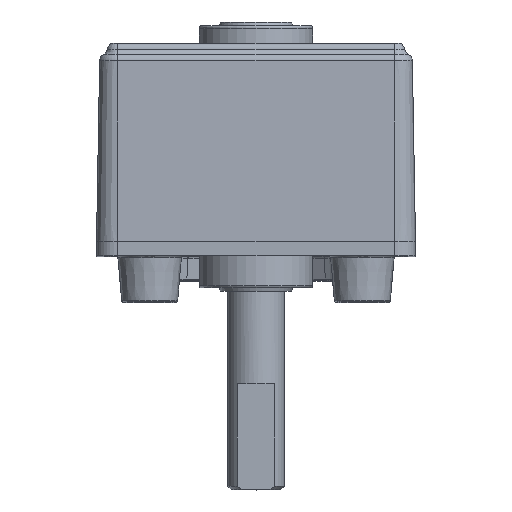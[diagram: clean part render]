
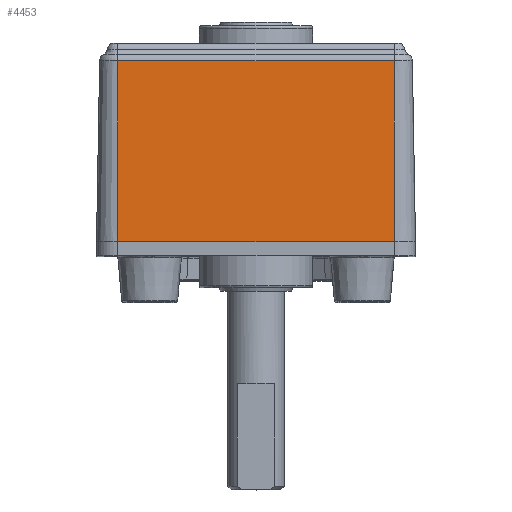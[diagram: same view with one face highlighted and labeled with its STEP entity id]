
A CAD part, top view. The second image highlights one B-rep face of the part: STEP entity #4453.
In plain terms, the highlighted planar face has unit normal (0, 0.018, 1).
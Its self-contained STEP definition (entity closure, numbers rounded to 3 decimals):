
#197=CARTESIAN_POINT('',(-19.5,0.0,31.0));
#198=VERTEX_POINT('',#197);
#199=CARTESIAN_POINT('',(19.5,0.0,31.0));
#200=VERTEX_POINT('',#199);
#201=CARTESIAN_POINT('',(-19.5,0.0,31.0));
#202=DIRECTION('',(1.0,0.0,0.0));
#203=VECTOR('',#202,39.0);
#204=LINE('',#201,#203);
#205=EDGE_CURVE('',#198,#200,#204,.T.);
#4423=CARTESIAN_POINT('',(22.5,0.0,31.0));
#4424=DIRECTION('',(0.0,0.017,1.));
#4425=DIRECTION('',(1.0,0.0,0.0));
#4426=AXIS2_PLACEMENT_3D('',#4423,#4424,#4425);
#4427=PLANE('',#4426);
#4428=ORIENTED_EDGE('',*,*,#205,.T.);
#4429=CARTESIAN_POINT('',(19.5,25.517,30.555));
#4430=VERTEX_POINT('',#4429);
#4431=CARTESIAN_POINT('',(19.5,25.517,30.555));
#4432=DIRECTION('',(0.0,-1.,0.017));
#4433=VECTOR('',#4432,25.521);
#4434=LINE('',#4431,#4433);
#4435=EDGE_CURVE('',#4430,#200,#4434,.T.);
#4436=ORIENTED_EDGE('',*,*,#4435,.F.);
#4437=CARTESIAN_POINT('',(-19.5,25.517,30.555));
#4438=VERTEX_POINT('',#4437);
#4439=CARTESIAN_POINT('',(-19.5,25.517,30.555));
#4440=DIRECTION('',(1.0,0.0,0.0));
#4441=VECTOR('',#4440,39.0);
#4442=LINE('',#4439,#4441);
#4443=EDGE_CURVE('',#4438,#4430,#4442,.T.);
#4444=ORIENTED_EDGE('',*,*,#4443,.F.);
#4445=CARTESIAN_POINT('',(-19.5,0.0,31.0));
#4446=DIRECTION('',(0.0,1.,-0.017));
#4447=VECTOR('',#4446,25.521);
#4448=LINE('',#4445,#4447);
#4449=EDGE_CURVE('',#198,#4438,#4448,.T.);
#4450=ORIENTED_EDGE('',*,*,#4449,.F.);
#4451=EDGE_LOOP('',(#4428,#4436,#4444,#4450));
#4452=FACE_OUTER_BOUND('',#4451,.T.);
#4453=ADVANCED_FACE('',(#4452),#4427,.T.);
